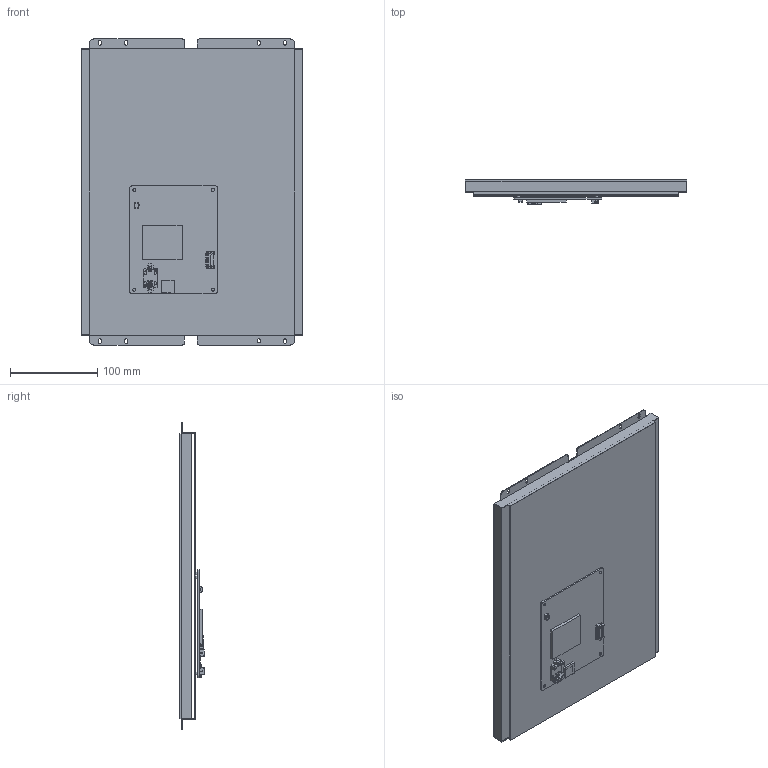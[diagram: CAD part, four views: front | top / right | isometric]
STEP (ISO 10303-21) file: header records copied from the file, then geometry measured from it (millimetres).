
FILE_DESCRIPTION(/* description */ (''),/* implementation_level */ '2;1');
FILE_NAME(/* name */ 'P10768J150I_T01_Z1.stp',/* time_stamp */ '2021-06-01T14:59:49-03:00',/* author */ ('Reservaa'),/* organization */ (''),/* preprocessor_version */ 'ST-DEVELOPER v17',/* originating_system */ 'Autodesk Inventor 2019',/* authorisation */ '');
FILE_SCHEMA (('AUTOMOTIVE_DESIGN { 1 0 10303 214 3 1 1 }'));
Length unit declared in the file: millimetre
Products named in the file (11): Display; Placa; Vidro da tela; Processador 7.0; CI06; sd; User Library-CR2032_Holder; User Library-CR2032_Holder_Holder_Domyslna; User Library-CR2032_Holder_Pin_minus_Domyslna; User Library-CR2032_Holder_Pin_plus_Domyslna; audio 2w
Assembly tree (10 placements, depth 3):
  Display
    Placa
    Vidro da tela
    Processador 7.0
    CI06
    sd
    User Library-CR2032_Holder
      User Library-CR2032_Holder_Holder_Domyslna
      User Library-CR2032_Holder_Pin_minus_Domyslna
      User Library-CR2032_Holder_Pin_plus_Domyslna
    audio 2w
Bounding box: 253.5 x 27.8 x 350.5 mm (x, y, z)
Volume: 1177400 mm3; surface area: 562327.4 mm2
Topology: 14 solids, 14 shells, 757 faces, 2056 edges, 1339 vertices
Faces by surface type: plane 615, cylinder 122, cone 8, sphere 8, torus 4
Full cylindrical faces by diameter (mm): 0.4 x4, 0.5 x4, 1 x4, 2 x2, 3.5 x8
Entity records: 24591 total; most frequent: CARTESIAN_POINT 4181, ORIENTED_EDGE 4096, DIRECTION 3970, EDGE_CURVE 2048, LINE 1666, VECTOR 1666, VERTEX_POINT 1339, AXIS2_PLACEMENT_3D 1152
